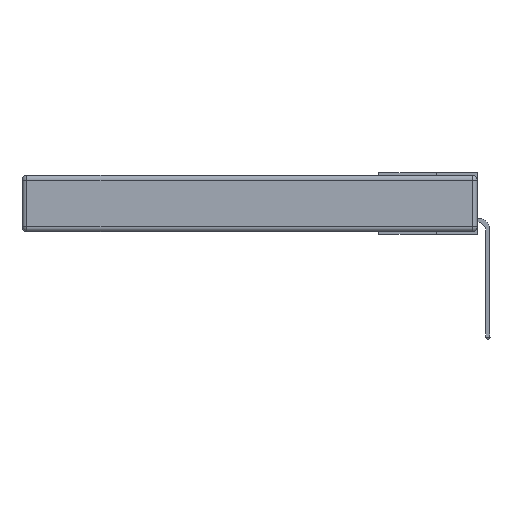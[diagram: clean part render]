
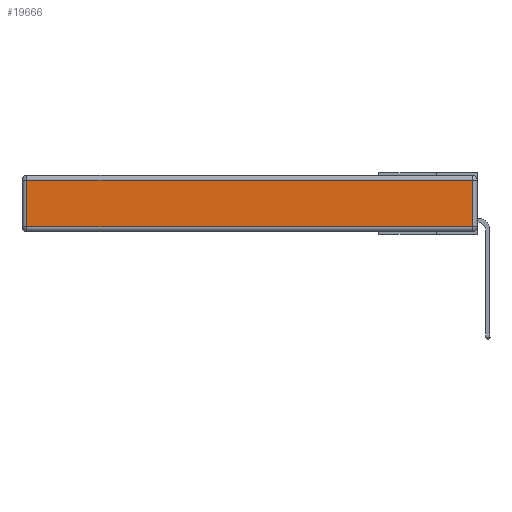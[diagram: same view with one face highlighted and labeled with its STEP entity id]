
A CAD part, left-side view. The second image highlights one B-rep face of the part: STEP entity #19666.
In plain terms, the highlighted planar face has unit normal (-1, 0, 0).
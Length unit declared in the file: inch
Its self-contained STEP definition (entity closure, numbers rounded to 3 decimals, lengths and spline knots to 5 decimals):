
#1078 = CARTESIAN_POINT ( 'NONE',  ( 0., 2.72, -0.03 ) ) ;
#3132 = VERTEX_POINT ( 'NONE', #1078 ) ;
#3330 = VECTOR ( 'NONE', #15800, 39.37008 ) ;
#3392 = ORIENTED_EDGE ( 'NONE', *, *, #6864, .T. ) ;
#3569 = ORIENTED_EDGE ( 'NONE', *, *, #15046, .T. ) ;
#4292 = DIRECTION ( 'NONE',  ( 0., 0., 1. ) ) ;
#4782 = VERTEX_POINT ( 'NONE', #14769 ) ;
#5307 = LINE ( 'NONE', #23522, #22735 ) ;
#6643 = CARTESIAN_POINT ( 'NONE',  ( 0., 2.72, -0.313 ) ) ;
#6801 = DIRECTION ( 'NONE',  ( 0., -1., 0. ) ) ;
#6864 = EDGE_CURVE ( 'NONE', #4782, #13699, #24110, .T. ) ;
#6874 = AXIS2_PLACEMENT_3D ( 'NONE', #9601, #19148, #24517 ) ;
#8463 = VERTEX_POINT ( 'NONE', #6643 ) ;
#8531 = VECTOR ( 'NONE', #20447, 39.37008 ) ;
#9601 = CARTESIAN_POINT ( 'NONE',  ( 0., 0., -0.343 ) ) ;
#10173 = CARTESIAN_POINT ( 'NONE',  ( 0., 2.75, -0.03 ) ) ;
#10480 = ORIENTED_EDGE ( 'NONE', *, *, #18063, .T. ) ;
#10844 = EDGE_CURVE ( 'NONE', #3132, #8463, #13662, .T. ) ;
#10988 = CARTESIAN_POINT ( 'NONE',  ( 0., 2.72, -0.343 ) ) ;
#13662 = LINE ( 'NONE', #10988, #8531 ) ;
#13699 = VERTEX_POINT ( 'NONE', #21911 ) ;
#14008 = FACE_OUTER_BOUND ( 'NONE', #16042, .T. ) ;
#14769 = CARTESIAN_POINT ( 'NONE',  ( 0., 0.03, -0.313 ) ) ;
#15046 = EDGE_CURVE ( 'NONE', #13699, #3132, #18636, .T. ) ;
#15800 = DIRECTION ( 'NONE',  ( 0., 1., 0. ) ) ;
#16042 = EDGE_LOOP ( 'NONE', ( #10480, #3392, #3569, #23440 ) ) ;
#17234 = PLANE ( 'NONE',  #6874 ) ;
#18063 = EDGE_CURVE ( 'NONE', #8463, #4782, #5307, .T. ) ;
#18636 = LINE ( 'NONE', #10173, #3330 ) ;
#19014 = VECTOR ( 'NONE', #4292, 39.37008 ) ;
#19148 = DIRECTION ( 'NONE',  ( -1., 0., 0. ) ) ;
#19666 = ADVANCED_FACE ( 'NONE', ( #14008 ), #17234, .T. ) ;
#19873 = CARTESIAN_POINT ( 'NONE',  ( 0., 0.03, -0.343 ) ) ;
#20447 = DIRECTION ( 'NONE',  ( 0., 0., -1. ) ) ;
#21911 = CARTESIAN_POINT ( 'NONE',  ( 0., 0.03, -0.03 ) ) ;
#22735 = VECTOR ( 'NONE', #6801, 39.37008 ) ;
#23440 = ORIENTED_EDGE ( 'NONE', *, *, #10844, .T. ) ;
#23522 = CARTESIAN_POINT ( 'NONE',  ( 0., 0., -0.313 ) ) ;
#24110 = LINE ( 'NONE', #19873, #19014 ) ;
#24517 = DIRECTION ( 'NONE',  ( 0., 0., 1. ) ) ;
